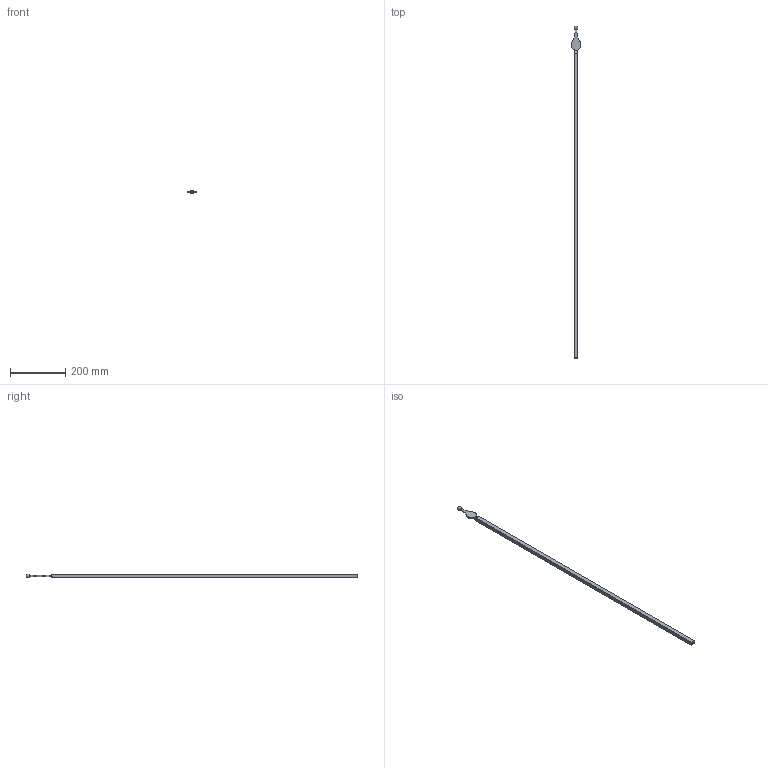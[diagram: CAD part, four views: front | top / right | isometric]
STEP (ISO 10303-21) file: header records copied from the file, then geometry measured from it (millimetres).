
FILE_DESCRIPTION (( 'STEP AP203' ), '1' );
FILE_NAME ('18519.STEP', '2022-04-21T14:41:05', ( '' ), ( '' ), 'SwSTEP 2.0', 'SolidWorks 2018', '' );
FILE_SCHEMA (( 'CONFIG_CONTROL_DESIGN' ));
Length unit declared in the file: millimetre
Products named in the file (1): 18519
Bounding box: 34.98 x 1199.95 x 14 mm (x, y, z)
Volume: 226077 mm3; surface area: 66817.6 mm2
Topology: 1 solids, 1 shells, 247 faces, 674 edges, 448 vertices
Faces by surface type: plane 126, bspline 112, cylinder 8, sphere 1
Entity records: 13077 total; most frequent: CARTESIAN_POINT 7556, ORIENTED_EDGE 1342, DIRECTION 718, EDGE_CURVE 671, VERTEX_POINT 446, VECTOR 430, LINE 430, EDGE_LOOP 267
